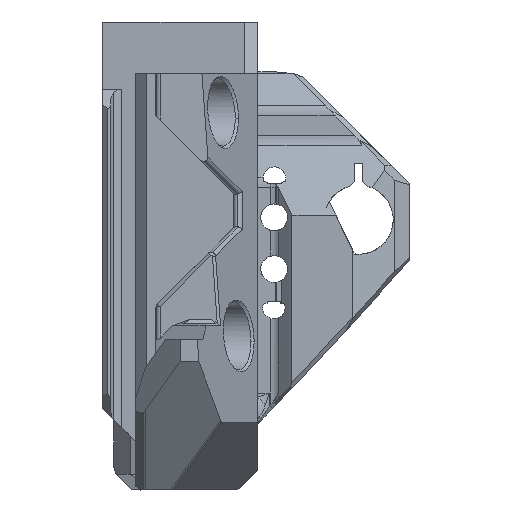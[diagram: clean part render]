
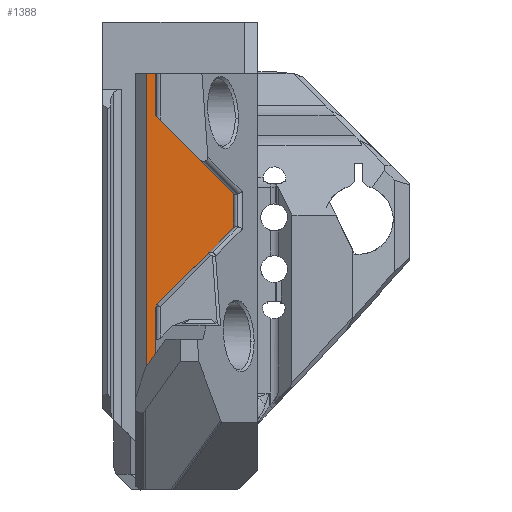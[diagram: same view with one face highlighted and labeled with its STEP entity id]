
A CAD part, left-side view. The second image highlights one B-rep face of the part: STEP entity #1388.
In plain terms, the highlighted planar face has unit normal (-1, 0, 0).
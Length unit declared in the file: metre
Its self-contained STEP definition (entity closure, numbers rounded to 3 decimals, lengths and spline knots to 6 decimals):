
#82 = AXIS2_PLACEMENT_3D ( 'NONE', #5779, #11072, #11008 ) ;
#196 = CARTESIAN_POINT ( 'NONE',  ( -0.026334, 0.003429, 0.008099 ) ) ;
#215 = ORIENTED_EDGE ( 'NONE', *, *, #5037, .F. ) ;
#265 = LINE ( 'NONE', #7686, #9592 ) ;
#294 = EDGE_CURVE ( 'NONE', #11920, #9742, #13276, .T. ) ;
#497 = ORIENTED_EDGE ( 'NONE', *, *, #1729, .T. ) ;
#591 = VERTEX_POINT ( 'NONE', #13073 ) ;
#741 = LINE ( 'NONE', #6166, #3827 ) ;
#808 = EDGE_CURVE ( 'NONE', #5773, #7893, #741, .T. ) ;
#1090 = DIRECTION ( 'NONE',  ( 0., 0., 1. ) ) ;
#1302 = DIRECTION ( 'NONE',  ( 0., 0., -1. ) ) ;
#1322 = ORIENTED_EDGE ( 'NONE', *, *, #2078, .T. ) ;
#1388 = ADVANCED_FACE ( 'NONE', ( #5711 ), #2256, .F. ) ;
#1390 = CARTESIAN_POINT ( 'NONE',  ( -0.026334, 0.002629, 0.016237 ) ) ;
#1426 = VERTEX_POINT ( 'NONE', #1390 ) ;
#1729 = EDGE_CURVE ( 'NONE', #9742, #6802, #265, .T. ) ;
#2018 = EDGE_CURVE ( 'NONE', #5513, #591, #9668, .T. ) ;
#2078 = EDGE_CURVE ( 'NONE', #1426, #5773, #8901, .T. ) ;
#2256 = PLANE ( 'NONE',  #82 ) ;
#3032 = LINE ( 'NONE', #13562, #6856 ) ;
#3521 = CARTESIAN_POINT ( 'NONE',  ( -0.026334, 0.002629, 0.013708 ) ) ;
#3827 = VECTOR ( 'NONE', #3941, 1. ) ;
#3941 = DIRECTION ( 'NONE',  ( 0., -0.707, 0.707 ) ) ;
#3981 = ORIENTED_EDGE ( 'NONE', *, *, #808, .T. ) ;
#4413 = DIRECTION ( 'NONE',  ( 0., 1., 0. ) ) ;
#4773 = CARTESIAN_POINT ( 'NONE',  ( -0.026334, 0.002629, 0.008099 ) ) ;
#5037 = EDGE_CURVE ( 'NONE', #12568, #591, #13238, .T. ) ;
#5412 = LINE ( 'NONE', #3521, #9059 ) ;
#5422 = VECTOR ( 'NONE', #8558, 1. ) ;
#5513 = VERTEX_POINT ( 'NONE', #5617 ) ;
#5617 = CARTESIAN_POINT ( 'NONE',  ( -0.026334, -0.004291, 0.026365 ) ) ;
#5711 = FACE_OUTER_BOUND ( 'NONE', #8225, .T. ) ;
#5773 = VERTEX_POINT ( 'NONE', #9398 ) ;
#5779 = CARTESIAN_POINT ( 'NONE',  ( -0.026334, 0.02127, 0.024815 ) ) ;
#6136 = VECTOR ( 'NONE', #8117, 1. ) ;
#6166 = CARTESIAN_POINT ( 'NONE',  ( -0.026334, 0.003981, 0.01501 ) ) ;
#6651 = EDGE_CURVE ( 'NONE', #1426, #6802, #5412, .T. ) ;
#6729 = DIRECTION ( 'NONE',  ( 0., -1., 0. ) ) ;
#6802 = VERTEX_POINT ( 'NONE', #4773 ) ;
#6822 = CARTESIAN_POINT ( 'NONE',  ( -0.026334, -0.004291, 0.023282 ) ) ;
#6856 = VECTOR ( 'NONE', #1090, 1. ) ;
#7279 = CARTESIAN_POINT ( 'NONE',  ( -0.026334, 0.003429, 0.03703 ) ) ;
#7686 = CARTESIAN_POINT ( 'NONE',  ( -0.026334, 0.0116, 0.008099 ) ) ;
#7893 = VERTEX_POINT ( 'NONE', #6822 ) ;
#8117 = DIRECTION ( 'NONE',  ( 0., 0., -1. ) ) ;
#8225 = EDGE_LOOP ( 'NONE', ( #9410, #215, #10622, #11692, #497, #10767, #1322, #3981, #12069 ) ) ;
#8558 = DIRECTION ( 'NONE',  ( 0., 0.707, 0.707 ) ) ;
#8901 = LINE ( 'NONE', #11884, #11602 ) ;
#9043 = CARTESIAN_POINT ( 'NONE',  ( -0.026334, 0.002629, 0.03703 ) ) ;
#9059 = VECTOR ( 'NONE', #1302, 1. ) ;
#9398 = CARTESIAN_POINT ( 'NONE',  ( -0.026334, 0.002541, 0.01645 ) ) ;
#9410 = ORIENTED_EDGE ( 'NONE', *, *, #2018, .T. ) ;
#9592 = VECTOR ( 'NONE', #6729, 1. ) ;
#9668 = LINE ( 'NONE', #11746, #5422 ) ;
#9742 = VERTEX_POINT ( 'NONE', #196 ) ;
#10153 = CARTESIAN_POINT ( 'NONE',  ( -0.026334, 0.003429, 0.023058 ) ) ;
#10622 = ORIENTED_EDGE ( 'NONE', *, *, #12820, .T. ) ;
#10767 = ORIENTED_EDGE ( 'NONE', *, *, #6651, .F. ) ;
#11008 = DIRECTION ( 'NONE',  ( 0., 0., -1. ) ) ;
#11072 = DIRECTION ( 'NONE',  ( 1., 0., 0. ) ) ;
#11255 = VECTOR ( 'NONE', #4413, 1. ) ;
#11554 = VECTOR ( 'NONE', #13347, 1. ) ;
#11602 = VECTOR ( 'NONE', #13124, 1. ) ;
#11692 = ORIENTED_EDGE ( 'NONE', *, *, #294, .T. ) ;
#11746 = CARTESIAN_POINT ( 'NONE',  ( -0.026334, 0.002227, 0.032882 ) ) ;
#11884 = CARTESIAN_POINT ( 'NONE',  ( -0.026334, 0.002326, 0.016969 ) ) ;
#11920 = VERTEX_POINT ( 'NONE', #7279 ) ;
#11936 = LINE ( 'NONE', #12765, #11255 ) ;
#12069 = ORIENTED_EDGE ( 'NONE', *, *, #13498, .T. ) ;
#12568 = VERTEX_POINT ( 'NONE', #9043 ) ;
#12765 = CARTESIAN_POINT ( 'NONE',  ( -0.026334, 0.020967, 0.03703 ) ) ;
#12820 = EDGE_CURVE ( 'NONE', #12568, #11920, #11936, .T. ) ;
#13073 = CARTESIAN_POINT ( 'NONE',  ( -0.026334, 0.002629, 0.033285 ) ) ;
#13124 = DIRECTION ( 'NONE',  ( 0., -0.383, 0.924 ) ) ;
#13238 = LINE ( 'NONE', #13380, #6136 ) ;
#13276 = LINE ( 'NONE', #10153, #11554 ) ;
#13347 = DIRECTION ( 'NONE',  ( 0., 0., -1. ) ) ;
#13380 = CARTESIAN_POINT ( 'NONE',  ( -0.026334, 0.002629, 0.013708 ) ) ;
#13498 = EDGE_CURVE ( 'NONE', #7893, #5513, #3032, .T. ) ;
#13562 = CARTESIAN_POINT ( 'NONE',  ( -0.026334, -0.004291, 0.022808 ) ) ;
